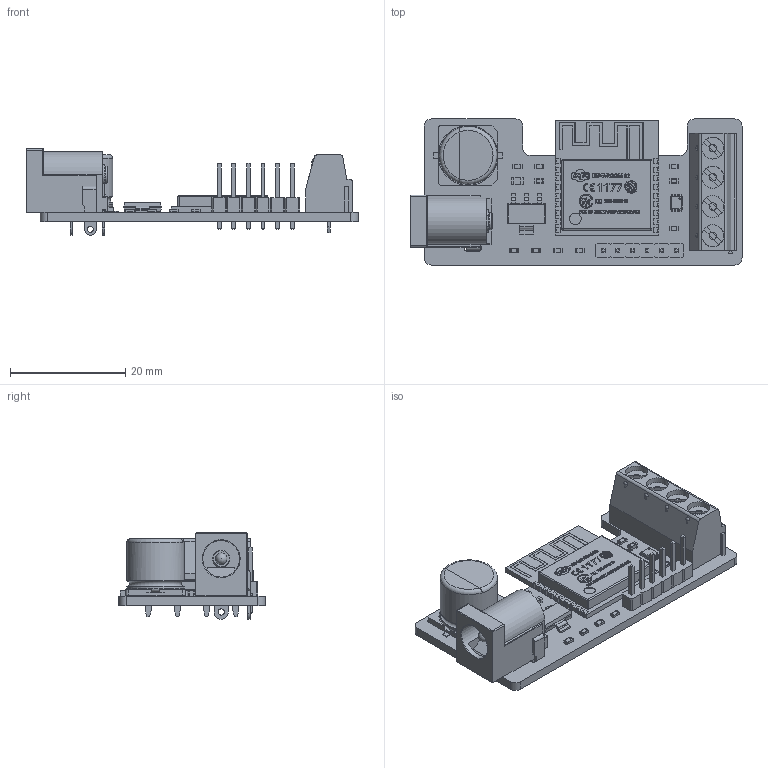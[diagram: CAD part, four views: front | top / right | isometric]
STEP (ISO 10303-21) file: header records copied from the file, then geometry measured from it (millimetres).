
FILE_DESCRIPTION(/* description */ (''),/* implementation_level */ '2;1');
FILE_NAME(/* name */ 'WLED_Mini_Controller.step',/* time_stamp */ '2022-01-25T13:20:43+01:00',/* author */ (''),/* organization */ (''),/* preprocessor_version */ 'ST-DEVELOPER v18.1',/* originating_system */ 'Autodesk Translation Framework v10.13.0.1454',/* authorisation */ '');
FILE_SCHEMA (('AUTOMOTIVE_DESIGN { 1 0 10303 214 3 1 1 }'));
Length unit declared in the file: millimetre
Products named in the file (21): WLED_Mini_Controller_Private; R_0603_1608Metric; SOLID; C_0805_2012Metric; SOLID (2); C_0603_1608Metric; SOLID (1); PinHeader_1x06_P2.54mm_Vertical; SOLID (4); CP_Elec_10x10; SOLID (5); VSSOP-8_2.3x2mm_P0.5mm; SOLID (6); ESP-WROOM-02; SOLID (7); SOT-223; SOLID (3); COMPOUND; DS-210; PhoenixContact_MKDSN-1.5-4-5.08; mkdsn_1.5-4-5.08
Assembly tree (28 placements, depth 3):
  WLED_Mini_Controller_Private
    R_0603_1608Metric  x5
      SOLID
    C_0603_1608Metric  x5
      SOLID (1)
    C_0805_2012Metric
      SOLID (2)
    PinHeader_1x06_P2.54mm_Vertical
      SOLID (4)
    CP_Elec_10x10
      SOLID (5)
    VSSOP-8_2.3x2mm_P0.5mm
      SOLID (6)
    ESP-WROOM-02
      SOLID (7)
    SOT-223
      SOLID (3)
    COMPOUND
    DS-210
    PhoenixContact_MKDSN-1.5-4-5.08
      mkdsn_1.5-4-5.08
Bounding box: 57.73 x 25.4 x 15 mm (x, y, z)
Volume: 5381.1 mm3; surface area: 7936.9 mm2
Topology: 23 solids, 23 shells, 2479 faces, 6523 edges, 4232 vertices
Faces by surface type: plane 1433, bspline 578, cylinder 403, torus 37, sphere 21, cone 7
Full cylindrical faces by diameter (mm): 0.25 x1, 0.457 x1, 1 x7, 1.082 x1, 1.2 x1, 1.3 x5, 1.52 x4, 2 x5, 3 x3, 3.8 x4, 3.83 x4, 6.4 x1, 10 x2
Entity records: 73834 total; most frequent: CARTESIAN_POINT 18451, ORIENTED_EDGE 11908, DIRECTION 9080, EDGE_CURVE 5954, LINE 4052, VECTOR 4052, VERTEX_POINT 3864, AXIS2_PLACEMENT_3D 2514
